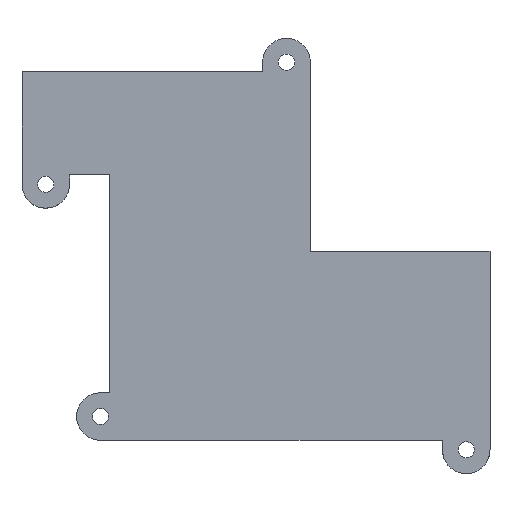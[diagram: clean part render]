
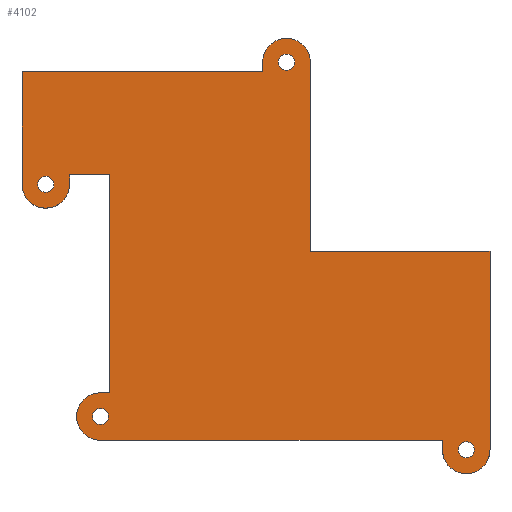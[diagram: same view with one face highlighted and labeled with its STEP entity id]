
A CAD part, top view. The second image highlights one B-rep face of the part: STEP entity #4102.
In plain terms, the highlighted planar face has unit normal (0, 0, 1).
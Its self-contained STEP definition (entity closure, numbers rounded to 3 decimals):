
#31=CIRCLE('',#4270,5.);
#32=CIRCLE('',#4273,5.);
#33=CIRCLE('',#4274,5.);
#34=CIRCLE('',#4275,5.);
#35=CIRCLE('',#4276,1.7);
#36=CIRCLE('',#4277,1.7);
#37=CIRCLE('',#4278,1.7);
#38=CIRCLE('',#4279,1.7);
#59=FACE_BOUND('',#700,.T.);
#60=FACE_BOUND('',#701,.T.);
#61=FACE_BOUND('',#702,.T.);
#62=FACE_BOUND('',#703,.T.);
#464=FACE_OUTER_BOUND('',#699,.T.);
#699=EDGE_LOOP('',(#3678,#3679,#3680,#3681,#3682,#3683,#3684,#3685,#3686,
#3687,#3688,#3689,#3690,#3691,#3692,#3693));
#700=EDGE_LOOP('',(#3694));
#701=EDGE_LOOP('',(#3695));
#702=EDGE_LOOP('',(#3696));
#703=EDGE_LOOP('',(#3697));
#1130=LINE('',#7344,#1569);
#1132=LINE('',#7352,#1571);
#1134=LINE('',#7356,#1573);
#1135=LINE('',#7358,#1574);
#1136=LINE('',#7362,#1575);
#1137=LINE('',#7364,#1576);
#1138=LINE('',#7366,#1577);
#1139=LINE('',#7368,#1578);
#1140=LINE('',#7372,#1579);
#1141=LINE('',#7374,#1580);
#1142=LINE('',#7378,#1581);
#1143=LINE('',#7379,#1582);
#1569=VECTOR('',#4976,10.);
#1571=VECTOR('',#4986,10.);
#1573=VECTOR('',#4990,10.);
#1574=VECTOR('',#4991,10.);
#1575=VECTOR('',#4994,10.);
#1576=VECTOR('',#4995,10.);
#1577=VECTOR('',#4996,10.);
#1578=VECTOR('',#4997,10.);
#1579=VECTOR('',#5000,10.);
#1580=VECTOR('',#5001,10.);
#1581=VECTOR('',#5004,10.);
#1582=VECTOR('',#5005,10.);
#1973=VERTEX_POINT('',#7340);
#1974=VERTEX_POINT('',#7342);
#1975=VERTEX_POINT('',#7347);
#1976=VERTEX_POINT('',#7351);
#1977=VERTEX_POINT('',#7355);
#1978=VERTEX_POINT('',#7357);
#1979=VERTEX_POINT('',#7359);
#1980=VERTEX_POINT('',#7361);
#1981=VERTEX_POINT('',#7363);
#1982=VERTEX_POINT('',#7365);
#1983=VERTEX_POINT('',#7367);
#1984=VERTEX_POINT('',#7369);
#1985=VERTEX_POINT('',#7371);
#1986=VERTEX_POINT('',#7373);
#1987=VERTEX_POINT('',#7375);
#1988=VERTEX_POINT('',#7377);
#1989=VERTEX_POINT('',#7380);
#1990=VERTEX_POINT('',#7382);
#1991=VERTEX_POINT('',#7384);
#1992=VERTEX_POINT('',#7386);
#2546=EDGE_CURVE('',#1973,#1974,#1130,.T.);
#2547=EDGE_CURVE('',#1973,#1975,#31,.T.);
#2549=EDGE_CURVE('',#1976,#1975,#1132,.T.);
#2551=EDGE_CURVE('',#1974,#1977,#1134,.T.);
#2552=EDGE_CURVE('',#1977,#1978,#1135,.T.);
#2553=EDGE_CURVE('',#1979,#1978,#32,.T.);
#2554=EDGE_CURVE('',#1979,#1980,#1136,.T.);
#2555=EDGE_CURVE('',#1980,#1981,#1137,.T.);
#2556=EDGE_CURVE('',#1981,#1982,#1138,.T.);
#2557=EDGE_CURVE('',#1982,#1983,#1139,.T.);
#2558=EDGE_CURVE('',#1984,#1983,#33,.T.);
#2559=EDGE_CURVE('',#1984,#1985,#1140,.T.);
#2560=EDGE_CURVE('',#1985,#1986,#1141,.T.);
#2561=EDGE_CURVE('',#1987,#1986,#34,.T.);
#2562=EDGE_CURVE('',#1987,#1988,#1142,.T.);
#2563=EDGE_CURVE('',#1988,#1976,#1143,.T.);
#2564=EDGE_CURVE('',#1989,#1989,#35,.T.);
#2565=EDGE_CURVE('',#1990,#1990,#36,.T.);
#2566=EDGE_CURVE('',#1991,#1991,#37,.T.);
#2567=EDGE_CURVE('',#1992,#1992,#38,.T.);
#3678=ORIENTED_EDGE('',*,*,#2547,.F.);
#3679=ORIENTED_EDGE('',*,*,#2546,.T.);
#3680=ORIENTED_EDGE('',*,*,#2551,.T.);
#3681=ORIENTED_EDGE('',*,*,#2552,.T.);
#3682=ORIENTED_EDGE('',*,*,#2553,.F.);
#3683=ORIENTED_EDGE('',*,*,#2554,.T.);
#3684=ORIENTED_EDGE('',*,*,#2555,.T.);
#3685=ORIENTED_EDGE('',*,*,#2556,.T.);
#3686=ORIENTED_EDGE('',*,*,#2557,.T.);
#3687=ORIENTED_EDGE('',*,*,#2558,.F.);
#3688=ORIENTED_EDGE('',*,*,#2559,.T.);
#3689=ORIENTED_EDGE('',*,*,#2560,.T.);
#3690=ORIENTED_EDGE('',*,*,#2561,.F.);
#3691=ORIENTED_EDGE('',*,*,#2562,.T.);
#3692=ORIENTED_EDGE('',*,*,#2563,.T.);
#3693=ORIENTED_EDGE('',*,*,#2549,.T.);
#3694=ORIENTED_EDGE('',*,*,#2564,.T.);
#3695=ORIENTED_EDGE('',*,*,#2565,.T.);
#3696=ORIENTED_EDGE('',*,*,#2566,.T.);
#3697=ORIENTED_EDGE('',*,*,#2567,.T.);
#3894=PLANE('',#4272);
#4102=ADVANCED_FACE('',(#464,#59,#60,#61,#62),#3894,.T.);
#4270=AXIS2_PLACEMENT_3D('',#7348,#4981,#4982);
#4272=AXIS2_PLACEMENT_3D('',#7354,#4988,#4989);
#4273=AXIS2_PLACEMENT_3D('',#7360,#4992,#4993);
#4274=AXIS2_PLACEMENT_3D('',#7370,#4998,#4999);
#4275=AXIS2_PLACEMENT_3D('',#7376,#5002,#5003);
#4276=AXIS2_PLACEMENT_3D('',#7381,#5006,#5007);
#4277=AXIS2_PLACEMENT_3D('',#7383,#5008,#5009);
#4278=AXIS2_PLACEMENT_3D('',#7385,#5010,#5011);
#4279=AXIS2_PLACEMENT_3D('',#7387,#5012,#5013);
#4976=DIRECTION('',(0.,-1.,0.));
#4981=DIRECTION('center_axis',(0.,0.,-1.));
#4982=DIRECTION('ref_axis',(-0.707,0.707,0.));
#4986=DIRECTION('',(0.,1.,0.));
#4988=DIRECTION('center_axis',(0.,0.,1.));
#4989=DIRECTION('ref_axis',(1.,0.,0.));
#4990=DIRECTION('',(-1.,0.,0.));
#4991=DIRECTION('',(0.,-1.,0.));
#4992=DIRECTION('center_axis',(0.,0.,-1.));
#4993=DIRECTION('ref_axis',(-0.707,-0.707,0.));
#4994=DIRECTION('',(0.,1.,0.));
#4995=DIRECTION('',(1.,0.,0.));
#4996=DIRECTION('',(0.,-1.,0.));
#4997=DIRECTION('',(-1.,0.,0.));
#4998=DIRECTION('center_axis',(0.,0.,-1.));
#4999=DIRECTION('ref_axis',(-0.707,0.707,0.));
#5000=DIRECTION('',(1.,0.,0.));
#5001=DIRECTION('',(0.,-1.,0.));
#5002=DIRECTION('center_axis',(0.,0.,-1.));
#5003=DIRECTION('ref_axis',(0.707,-0.707,0.));
#5004=DIRECTION('',(0.,1.,0.));
#5005=DIRECTION('',(-1.,0.,0.));
#5006=DIRECTION('center_axis',(0.,0.,-1.));
#5007=DIRECTION('ref_axis',(1.,0.,0.));
#5008=DIRECTION('center_axis',(0.,0.,-1.));
#5009=DIRECTION('ref_axis',(1.,0.,0.));
#5010=DIRECTION('center_axis',(0.,0.,-1.));
#5011=DIRECTION('ref_axis',(1.,0.,0.));
#5012=DIRECTION('center_axis',(0.,0.,-1.));
#5013=DIRECTION('ref_axis',(1.,0.,0.));
#7340=CARTESIAN_POINT('',(32.096,79.467,3.));
#7342=CARTESIAN_POINT('',(32.096,77.467,3.));
#7344=CARTESIAN_POINT('',(32.096,74.467,3.));
#7347=CARTESIAN_POINT('',(42.096,79.467,3.));
#7348=CARTESIAN_POINT('Origin',(37.096,79.467,3.));
#7351=CARTESIAN_POINT('',(42.096,39.71,3.));
#7352=CARTESIAN_POINT('',(42.096,77.467,3.));
#7354=CARTESIAN_POINT('Origin',(30.688,38.734,3.));
#7355=CARTESIAN_POINT('',(-18.48,77.467,3.));
#7356=CARTESIAN_POINT('',(79.856,77.467,3.));
#7357=CARTESIAN_POINT('',(-18.48,53.78,3.));
#7358=CARTESIAN_POINT('',(-18.48,77.467,3.));
#7359=CARTESIAN_POINT('',(-8.48,53.78,3.));
#7360=CARTESIAN_POINT('Origin',(-13.48,53.78,3.));
#7361=CARTESIAN_POINT('',(-8.48,55.78,3.));
#7362=CARTESIAN_POINT('',(-8.48,58.78,3.));
#7363=CARTESIAN_POINT('',(0.,55.78,3.));
#7364=CARTESIAN_POINT('',(-18.48,55.78,3.));
#7365=CARTESIAN_POINT('',(0.,10.,3.));
#7366=CARTESIAN_POINT('',(0.,77.467,3.));
#7367=CARTESIAN_POINT('',(-2.,10.,3.));
#7368=CARTESIAN_POINT('',(-7.,10.,3.));
#7369=CARTESIAN_POINT('',(-2.,0.,3.));
#7370=CARTESIAN_POINT('Origin',(-2.,5.,3.));
#7371=CARTESIAN_POINT('',(69.856,0.,3.));
#7372=CARTESIAN_POINT('',(3.,0.,3.));
#7373=CARTESIAN_POINT('',(69.856,-2.,3.));
#7374=CARTESIAN_POINT('',(69.856,3.,3.));
#7375=CARTESIAN_POINT('',(79.856,-2.,3.));
#7376=CARTESIAN_POINT('Origin',(74.856,-2.,3.));
#7377=CARTESIAN_POINT('',(79.856,39.71,3.));
#7378=CARTESIAN_POINT('',(79.856,-7.,3.));
#7379=CARTESIAN_POINT('',(42.096,39.71,3.));
#7380=CARTESIAN_POINT('',(35.396,79.467,3.));
#7381=CARTESIAN_POINT('Origin',(37.096,79.467,3.));
#7382=CARTESIAN_POINT('',(-15.18,53.78,3.));
#7383=CARTESIAN_POINT('Origin',(-13.48,53.78,3.));
#7384=CARTESIAN_POINT('',(-3.7,5.,3.));
#7385=CARTESIAN_POINT('Origin',(-2.,5.,3.));
#7386=CARTESIAN_POINT('',(73.156,-2.,3.));
#7387=CARTESIAN_POINT('Origin',(74.856,-2.,3.));
